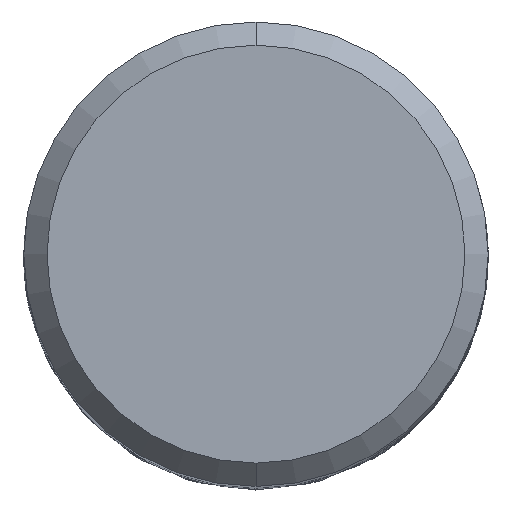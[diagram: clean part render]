
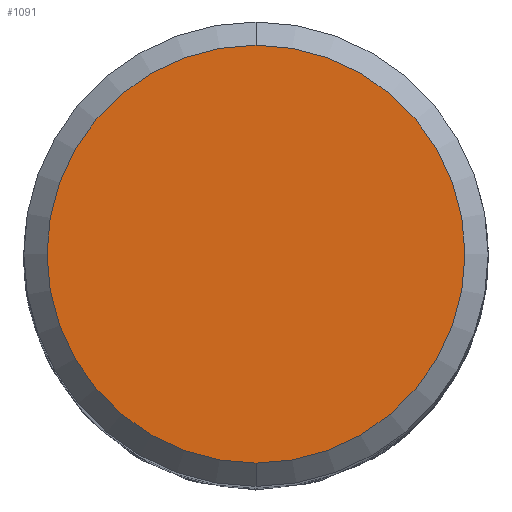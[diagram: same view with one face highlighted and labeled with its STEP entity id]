
A CAD part, top view. The second image highlights one B-rep face of the part: STEP entity #1091.
In plain terms, the highlighted planar face has unit normal (0, 0, 1).
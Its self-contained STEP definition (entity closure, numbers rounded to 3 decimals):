
#735=VERTEX_POINT('',#1795);
#765=VERTEX_POINT('',#1829);
#793=EDGE_CURVE('',#735,#765,#1861,.T.);
#833=EDGE_CURVE('',#765,#735,#1904,.T.);
#1091=ADVANCED_FACE('',(#2182),#2183,.T.);
#1795=CARTESIAN_POINT('',(0.0,9.0,0.));
#1829=CARTESIAN_POINT('',(0.,-9.0,0.));
#1861=CIRCLE('',#4506,9.0);
#1904=CIRCLE('',#4941,9.0);
#2182=FACE_OUTER_BOUND('',#6098,.T.);
#2183=PLANE('',#6099);
#4506=AXIS2_PLACEMENT_3D('',#10255,#10256,#10257);
#4941=AXIS2_PLACEMENT_3D('',#10292,#10293,#10294);
#6098=EDGE_LOOP('',(#10576,#10577));
#6099=AXIS2_PLACEMENT_3D('',#10578,#10579,#10580);
#10255=CARTESIAN_POINT('',(0.0,0.0,0.));
#10256=DIRECTION('',(0.0,0.0,-1.0));
#10257=DIRECTION('',(0.0,1.0,0.0));
#10292=CARTESIAN_POINT('',(0.0,0.0,0.));
#10293=DIRECTION('',(0.0,0.0,-1.0));
#10294=DIRECTION('',(0.0,1.0,0.0));
#10576=ORIENTED_EDGE('',*,*,#793,.F.);
#10577=ORIENTED_EDGE('',*,*,#833,.F.);
#10578=CARTESIAN_POINT('',(0.0,4.5,0.));
#10579=DIRECTION('',(-0.0,0.0,1.0));
#10580=DIRECTION('',(0.0,-1.0,0.0));
